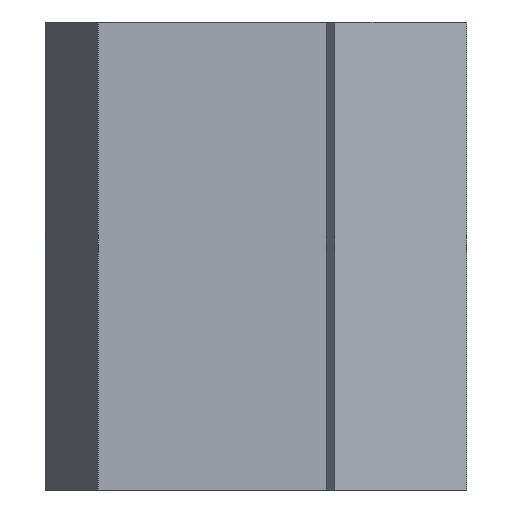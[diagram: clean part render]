
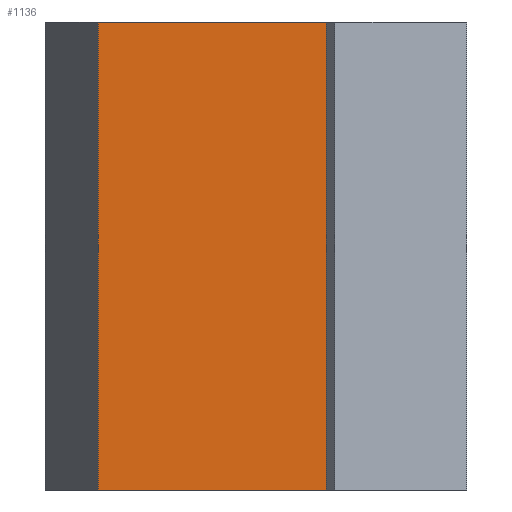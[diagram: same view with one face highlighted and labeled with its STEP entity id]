
A CAD part, left-side view. The second image highlights one B-rep face of the part: STEP entity #1136.
In plain terms, the highlighted planar face has unit normal (-1, 0, 0).
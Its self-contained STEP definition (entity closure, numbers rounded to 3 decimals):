
#866=DIRECTION('',(0.,-1.,0.));
#867=VECTOR('',#866,36.264);
#868=CARTESIAN_POINT('',(0.,39.345,-50.));
#869=LINE('',#868,#867);
#910=DIRECTION('',(0.,0.,1.));
#911=VECTOR('',#910,50.);
#912=CARTESIAN_POINT('',(0.,39.345,-50.));
#913=LINE('',#912,#911);
#914=DIRECTION('',(0.,-1.,0.));
#915=VECTOR('',#914,36.264);
#916=CARTESIAN_POINT('',(0.,39.345,0.));
#917=LINE('',#916,#915);
#918=DIRECTION('',(0.,0.,-1.));
#919=VECTOR('',#918,50.);
#920=CARTESIAN_POINT('',(0.,3.082,0.));
#921=LINE('',#920,#919);
#982=CARTESIAN_POINT('',(0.,39.345,0.));
#983=VERTEX_POINT('',#982);
#984=CARTESIAN_POINT('',(0.,39.345,-50.));
#985=VERTEX_POINT('',#984);
#994=CARTESIAN_POINT('',(0.,3.082,0.));
#995=CARTESIAN_POINT('',(0.,3.082,-50.));
#996=VERTEX_POINT('',#994);
#997=VERTEX_POINT('',#995);
#1124=CARTESIAN_POINT('',(0.,-1.901,0.));
#1125=DIRECTION('',(-1.,0.,0.));
#1126=DIRECTION('',(0.,1.,0.));
#1127=AXIS2_PLACEMENT_3D('',#1124,#1125,#1126);
#1128=PLANE('',#1127);
#1129=ORIENTED_EDGE('',*,*,#1080,.T.);
#1130=ORIENTED_EDGE('',*,*,#1017,.T.);
#1132=ORIENTED_EDGE('',*,*,#1131,.T.);
#1133=ORIENTED_EDGE('',*,*,#1052,.F.);
#1134=EDGE_LOOP('',(#1129,#1130,#1132,#1133));
#1135=FACE_OUTER_BOUND('',#1134,.F.);
#1136=ADVANCED_FACE('',(#1135),#1128,.T.);
#1017=EDGE_CURVE('',#983,#996,#917,.T.);
#1052=EDGE_CURVE('',#985,#997,#869,.T.);
#1080=EDGE_CURVE('',#985,#983,#913,.T.);
#1131=EDGE_CURVE('',#996,#997,#921,.T.);
